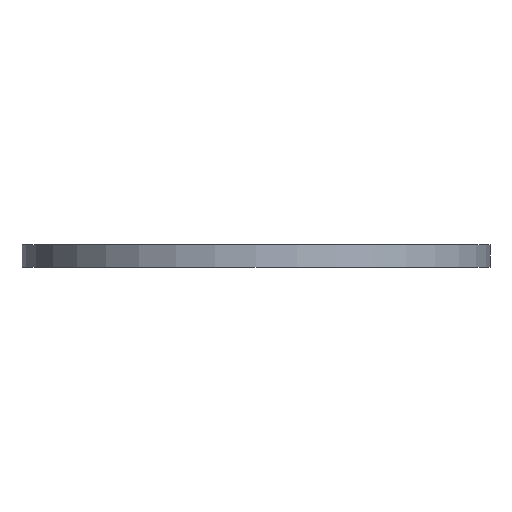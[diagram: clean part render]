
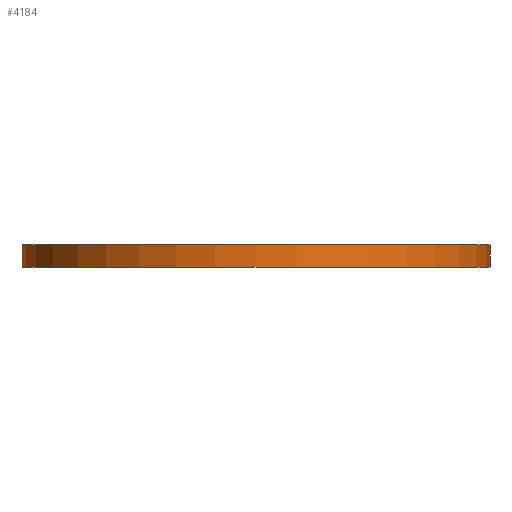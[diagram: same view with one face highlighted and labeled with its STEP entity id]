
A CAD part, front view. The second image highlights one B-rep face of the part: STEP entity #4184.
In plain terms, the highlighted cylindrical face has radius 15.5 mm (diameter 31 mm), a partial arc.
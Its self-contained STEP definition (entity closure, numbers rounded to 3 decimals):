
#2777=CARTESIAN_POINT('',(0.,0.,0.));
#2778=DIRECTION('',(0.,0.,1.));
#2779=DIRECTION('',(-1.,0.,0.));
#2780=AXIS2_PLACEMENT_3D('',#2777,#2778,#2779);
#2801=DIRECTION('',(0.,0.,1.));
#2802=VECTOR('',#2801,1.5);
#2803=CARTESIAN_POINT('',(15.5,0.,0.));
#2804=LINE('',#2803,#2802);
#2808=DIRECTION('',(0.,0.,1.));
#2809=VECTOR('',#2808,1.5);
#2810=CARTESIAN_POINT('',(-15.5,0.,0.));
#2811=LINE('',#2810,#2809);
#2823=CARTESIAN_POINT('',(0.,0.,1.5));
#2824=DIRECTION('',(0.,0.,-1.));
#2825=DIRECTION('',(1.,0.,0.));
#2826=AXIS2_PLACEMENT_3D('',#2823,#2824,#2825);
#3917=CARTESIAN_POINT('',(15.5,0.,0.));
#3918=CARTESIAN_POINT('',(-15.5,0.,0.));
#3919=VERTEX_POINT('',#3917);
#3920=VERTEX_POINT('',#3918);
#3925=CARTESIAN_POINT('',(15.5,0.,1.5));
#3926=VERTEX_POINT('',#3925);
#3927=CARTESIAN_POINT('',(-15.5,0.,1.5));
#3928=VERTEX_POINT('',#3927);
#4172=CARTESIAN_POINT('',(0.,0.,0.));
#4173=DIRECTION('',(0.,0.,1.));
#4174=DIRECTION('',(1.,0.,0.));
#4175=AXIS2_PLACEMENT_3D('',#4172,#4173,#4174);
#4176=CYLINDRICAL_SURFACE('',#4175,15.5);
#4177=ORIENTED_EDGE('',*,*,#4132,.F.);
#4178=ORIENTED_EDGE('',*,*,#4160,.T.);
#4180=ORIENTED_EDGE('',*,*,#4179,.F.);
#4181=ORIENTED_EDGE('',*,*,#4156,.F.);
#4182=EDGE_LOOP('',(#4177,#4178,#4180,#4181));
#4183=FACE_OUTER_BOUND('',#4182,.F.);
#2781=CIRCLE('',#2780,15.5);
#2827=CIRCLE('',#2826,15.5);
#4132=EDGE_CURVE('',#3920,#3919,#2781,.T.);
#4156=EDGE_CURVE('',#3919,#3926,#2804,.T.);
#4160=EDGE_CURVE('',#3920,#3928,#2811,.T.);
#4179=EDGE_CURVE('',#3926,#3928,#2827,.T.);
#4184=ADVANCED_FACE('',(#4183),#4176,.T.);
